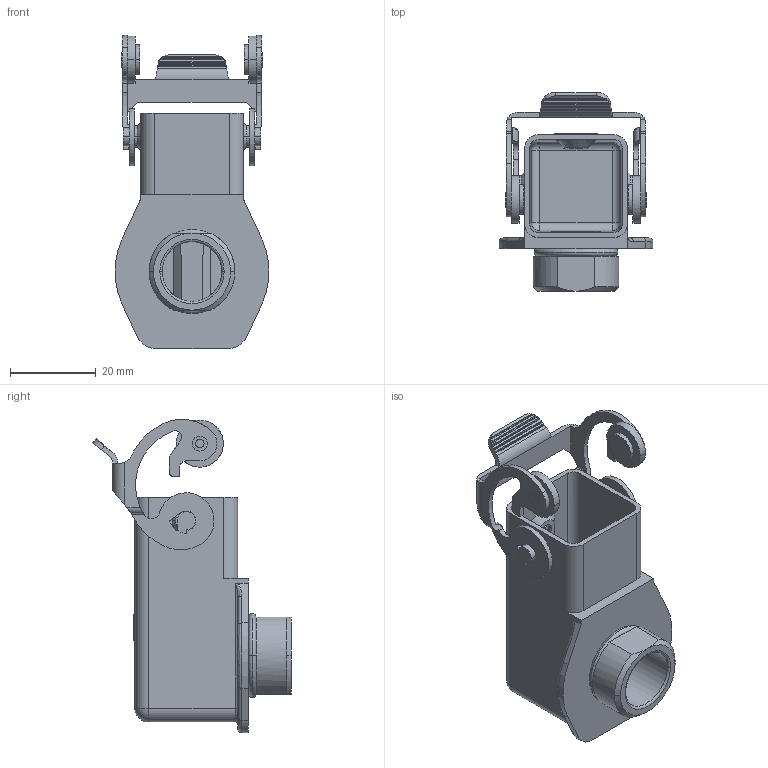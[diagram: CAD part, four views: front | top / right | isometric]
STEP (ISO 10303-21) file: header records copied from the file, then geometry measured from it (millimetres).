
FILE_DESCRIPTION(('Creo Elements/Direct Modeling STEP Export'),'2;1');
FILE_NAME('0ln7uvk49an2j884132','2017-02-21T14:10:27',(''),(''),'PTC Creo Elements/Direct Modeling STEP processor for AP214 (Solid Model)','PTC Creo Elements/Direct Modeling 19.0E 27-Jun-2016 (C) Parametric Technology GmbH','');
FILE_SCHEMA(('AUTOMOTIVE_DESIGN { 1 0 10303 214 1 1 1 1 }'));
Length unit declared in the file: millimetre
Products named in the file (1): MKAXE_IAF20
Bounding box: 35.86 x 46.3 x 73.16 mm (x, y, z)
Volume: 12757.4 mm3; surface area: 14975.1 mm2
Topology: 1 solids, 2 shells, 320 faces, 822 edges, 519 vertices
Faces by surface type: plane 148, cylinder 141, cone 11, torus 8, bspline 6, sphere 6
Entity records: 15105 total; most frequent: CARTESIAN_POINT 4887, ORIENTED_EDGE 1640, DIRECTION 1582, EDGE_CURVE 816, AXIS2_PLACEMENT_3D 568, VERTEX_POINT 519, VECTOR 446, LINE 446
